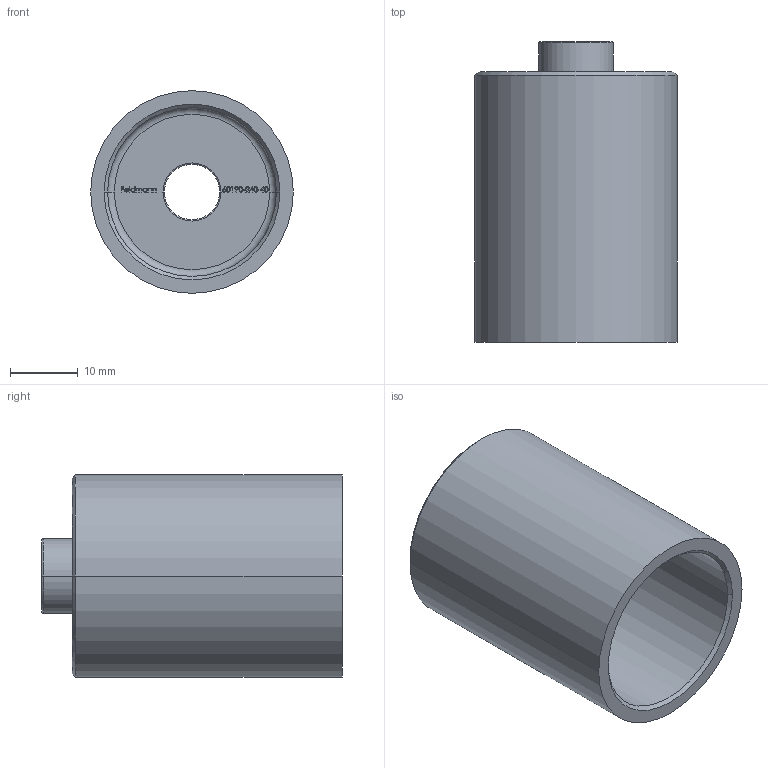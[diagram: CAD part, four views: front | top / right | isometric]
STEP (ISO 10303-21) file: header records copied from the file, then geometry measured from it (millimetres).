
FILE_DESCRIPTION (( 'STEP AP203' ), '1' );
FILE_NAME ('60190-240-40.step', '2020-10-26T15:02:01', ( '' ), ( '' ), 'SwSTEP 2.0', 'SolidWorks 2018', '' );
FILE_SCHEMA (( 'CONFIG_CONTROL_DESIGN' ));
Length unit declared in the file: millimetre
Products named in the file (2): 60190-240-40
Bounding box: 30 x 44.5 x 30 mm (x, y, z)
Volume: 9696.4 mm3; surface area: 8294.8 mm2
Topology: 1 solids, 1 shells, 269 faces, 692 edges, 458 vertices
Faces by surface type: plane 141, bspline 108, cylinder 8, torus 6, cone 6
Entity records: 14733 total; most frequent: CARTESIAN_POINT 8729, ORIENTED_EDGE 1384, DIRECTION 838, EDGE_CURVE 692, VERTEX_POINT 458, VECTOR 440, LINE 440, EDGE_LOOP 304
